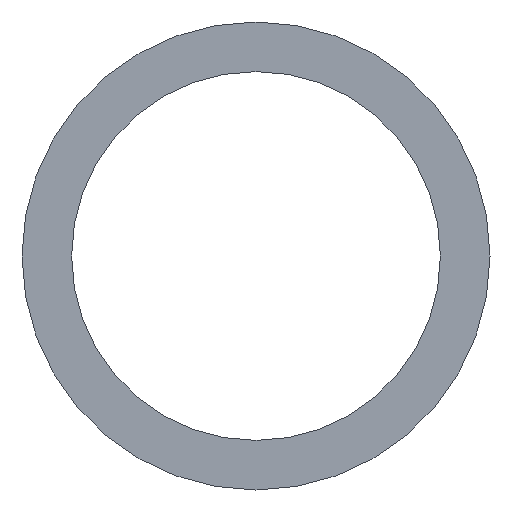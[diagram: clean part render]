
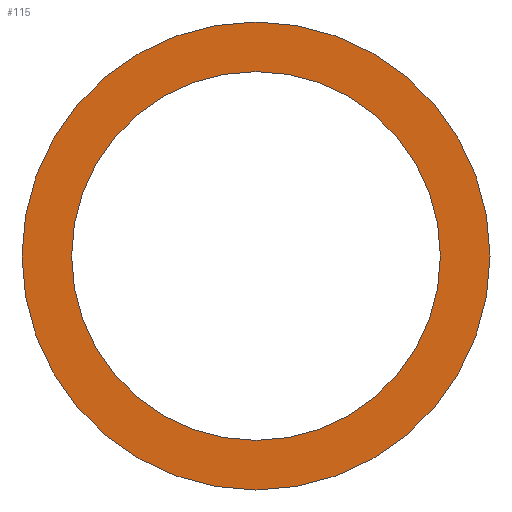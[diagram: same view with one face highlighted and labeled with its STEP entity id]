
A CAD part, left-side view. The second image highlights one B-rep face of the part: STEP entity #115.
In plain terms, the highlighted planar face has unit normal (-1, 0, 0).
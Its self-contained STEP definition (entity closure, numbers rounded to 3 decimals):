
#11 = CIRCLE ( 'NONE', #250, 34.9 ) ;
#13 = AXIS2_PLACEMENT_3D ( 'NONE', #78, #207, #337 ) ;
#16 = CARTESIAN_POINT ( 'NONE',  ( -13.5, 0., 0. ) ) ;
#44 = CIRCLE ( 'NONE', #277, 27.5 ) ;
#58 = DIRECTION ( 'NONE',  ( 0., 0., 1. ) ) ;
#63 = EDGE_CURVE ( 'NONE', #74, #389, #11, .T. ) ;
#74 = VERTEX_POINT ( 'NONE', #271 ) ;
#78 = CARTESIAN_POINT ( 'NONE',  ( -13.5, 0., 0. ) ) ;
#97 = PLANE ( 'NONE',  #121 ) ;
#100 = DIRECTION ( 'NONE',  ( 0., 0., 1. ) ) ;
#115 = ADVANCED_FACE ( 'NONE', ( #394, #131 ), #97, .T. ) ;
#118 = CARTESIAN_POINT ( 'NONE',  ( -13.5, 0., 27.5 ) ) ;
#121 = AXIS2_PLACEMENT_3D ( 'NONE', #161, #359, #100 ) ;
#126 = EDGE_LOOP ( 'NONE', ( #402, #185 ) ) ;
#131 = FACE_BOUND ( 'NONE', #126, .T. ) ;
#145 = DIRECTION ( 'NONE',  ( -1., 0., 0. ) ) ;
#151 = ORIENTED_EDGE ( 'NONE', *, *, #63, .T. ) ;
#161 = CARTESIAN_POINT ( 'NONE',  ( -13.5, 27.5, 0. ) ) ;
#185 = ORIENTED_EDGE ( 'NONE', *, *, #270, .F. ) ;
#207 = DIRECTION ( 'NONE',  ( -1., 0., 0. ) ) ;
#218 = CARTESIAN_POINT ( 'NONE',  ( -13.5, 0., 0. ) ) ;
#231 = ORIENTED_EDGE ( 'NONE', *, *, #416, .T. ) ;
#250 = AXIS2_PLACEMENT_3D ( 'NONE', #218, #350, #58 ) ;
#253 = EDGE_LOOP ( 'NONE', ( #151, #231 ) ) ;
#257 = VERTEX_POINT ( 'NONE', #278 ) ;
#270 = EDGE_CURVE ( 'NONE', #257, #391, #314, .T. ) ;
#271 = CARTESIAN_POINT ( 'NONE',  ( -13.5, 0., 34.9 ) ) ;
#277 = AXIS2_PLACEMENT_3D ( 'NONE', #409, #345, #406 ) ;
#278 = CARTESIAN_POINT ( 'NONE',  ( -13.5, 0., -27.5 ) ) ;
#301 = CIRCLE ( 'NONE', #13, 34.9 ) ;
#314 = CIRCLE ( 'NONE', #369, 27.5 ) ;
#337 = DIRECTION ( 'NONE',  ( 0., 0., 1. ) ) ;
#341 = EDGE_CURVE ( 'NONE', #391, #257, #44, .T. ) ;
#343 = DIRECTION ( 'NONE',  ( 0., 0., 1. ) ) ;
#345 = DIRECTION ( 'NONE',  ( -1., 0., 0. ) ) ;
#350 = DIRECTION ( 'NONE',  ( -1., 0., 0. ) ) ;
#359 = DIRECTION ( 'NONE',  ( -1., 0., 0. ) ) ;
#369 = AXIS2_PLACEMENT_3D ( 'NONE', #16, #145, #343 ) ;
#389 = VERTEX_POINT ( 'NONE', #415 ) ;
#391 = VERTEX_POINT ( 'NONE', #118 ) ;
#394 = FACE_OUTER_BOUND ( 'NONE', #253, .T. ) ;
#402 = ORIENTED_EDGE ( 'NONE', *, *, #341, .F. ) ;
#406 = DIRECTION ( 'NONE',  ( 0., 0., 1. ) ) ;
#409 = CARTESIAN_POINT ( 'NONE',  ( -13.5, 0., 0. ) ) ;
#415 = CARTESIAN_POINT ( 'NONE',  ( -13.5, 0., -34.9 ) ) ;
#416 = EDGE_CURVE ( 'NONE', #389, #74, #301, .T. ) ;
